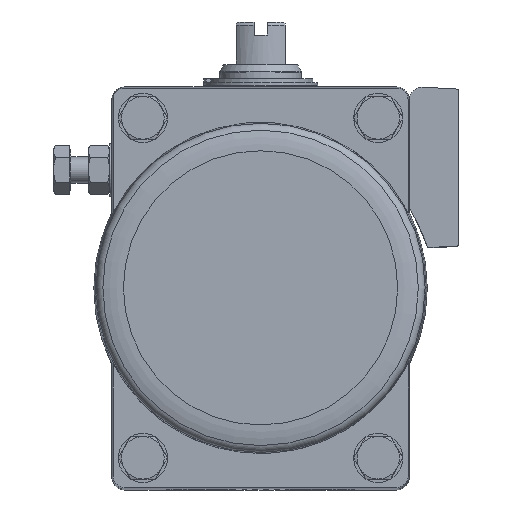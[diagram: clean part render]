
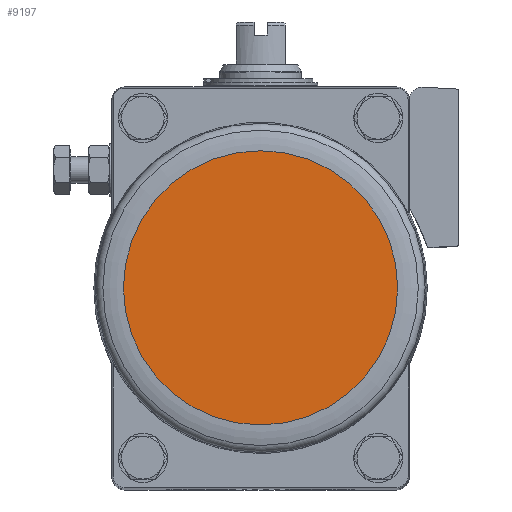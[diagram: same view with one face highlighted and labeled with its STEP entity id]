
A CAD part, top view. The second image highlights one B-rep face of the part: STEP entity #9197.
In plain terms, the highlighted planar face has unit normal (0, 0, 1).
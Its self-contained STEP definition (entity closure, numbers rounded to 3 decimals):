
#3350=ORIENTED_EDGE('',*,*,#5078,.T.);
#5078=EDGE_CURVE('',#6093,#6093,#6654,.T.);
#6093=VERTEX_POINT('',#15396);
#6654=CIRCLE('',#10150,41.95);
#7353=EDGE_LOOP('',(#3350));
#8191=FACE_BOUND('',#7353,.T.);
#8699=PLANE('',#10151);
#9197=ADVANCED_FACE('',(#8191),#8699,.F.);
#10150=AXIS2_PLACEMENT_3D('',#15395,#12304,#12305);
#10151=AXIS2_PLACEMENT_3D('',#15397,#12306,#12307);
#12304=DIRECTION('',(0.,0.,1.));
#12305=DIRECTION('',(1.,0.,0.));
#12306=DIRECTION('',(0.,0.,-1.));
#12307=DIRECTION('',(-1.,0.,0.));
#15395=CARTESIAN_POINT('',(0.,0.,106.85));
#15396=CARTESIAN_POINT('',(41.95,0.,106.85));
#15397=CARTESIAN_POINT('',(41.95,0.,106.85));
